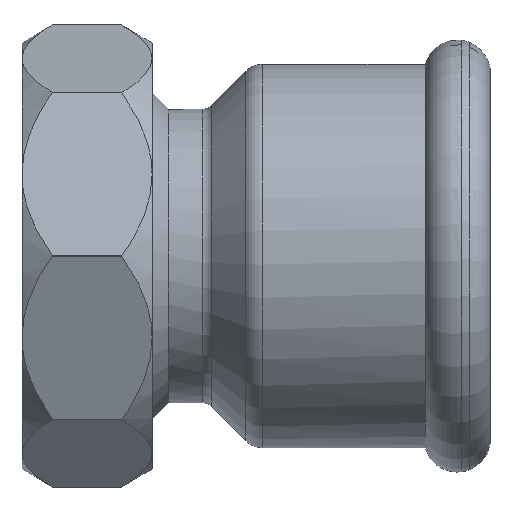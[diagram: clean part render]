
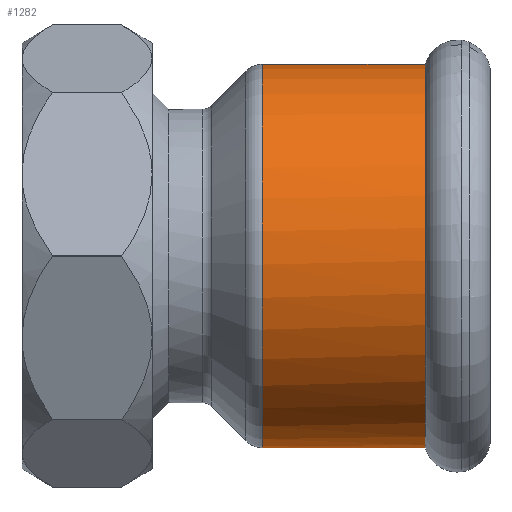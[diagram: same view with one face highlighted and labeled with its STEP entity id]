
A CAD part, front view. The second image highlights one B-rep face of the part: STEP entity #1282.
In plain terms, the highlighted cylindrical face has radius 28.75 mm (diameter 57.5 mm), a full revolution.
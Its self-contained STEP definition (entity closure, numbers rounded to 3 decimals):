
#130=LINE('',#2415,#168);
#168=VECTOR('',#1942,28.75);
#188=CYLINDRICAL_SURFACE('',#1502,28.75);
#258=FACE_OUTER_BOUND('',#335,.T.);
#335=EDGE_LOOP('',(#1188,#1189,#1190,#1191,#1192,#1193,#1194,#1195));
#343=CIRCLE('',#1312,28.75);
#344=CIRCLE('',#1313,28.75);
#348=CIRCLE('',#1317,28.75);
#462=CIRCLE('',#1498,28.75);
#463=CIRCLE('',#1499,28.75);
#464=CIRCLE('',#1500,28.75);
#472=VERTEX_POINT('',#1961);
#473=VERTEX_POINT('',#1962);
#474=VERTEX_POINT('',#1964);
#599=VERTEX_POINT('',#2407);
#600=VERTEX_POINT('',#2408);
#601=VERTEX_POINT('',#2410);
#608=EDGE_CURVE('',#472,#473,#343,.T.);
#609=EDGE_CURVE('',#473,#474,#344,.T.);
#613=EDGE_CURVE('',#474,#472,#348,.T.);
#796=EDGE_CURVE('',#599,#600,#462,.T.);
#797=EDGE_CURVE('',#601,#599,#463,.T.);
#798=EDGE_CURVE('',#600,#601,#464,.T.);
#800=EDGE_CURVE('',#473,#601,#130,.T.);
#1188=ORIENTED_EDGE('',*,*,#608,.F.);
#1189=ORIENTED_EDGE('',*,*,#613,.F.);
#1190=ORIENTED_EDGE('',*,*,#609,.F.);
#1191=ORIENTED_EDGE('',*,*,#800,.T.);
#1192=ORIENTED_EDGE('',*,*,#797,.T.);
#1193=ORIENTED_EDGE('',*,*,#796,.T.);
#1194=ORIENTED_EDGE('',*,*,#798,.T.);
#1195=ORIENTED_EDGE('',*,*,#800,.F.);
#1282=ADVANCED_FACE('',(#258),#188,.T.);
#1312=AXIS2_PLACEMENT_3D('',#1963,#1523,#1524);
#1313=AXIS2_PLACEMENT_3D('',#1965,#1525,#1526);
#1317=AXIS2_PLACEMENT_3D('',#1971,#1533,#1534);
#1498=AXIS2_PLACEMENT_3D('',#2409,#1932,#1933);
#1499=AXIS2_PLACEMENT_3D('',#2411,#1934,#1935);
#1500=AXIS2_PLACEMENT_3D('',#2412,#1936,#1937);
#1502=AXIS2_PLACEMENT_3D('',#2414,#1940,#1941);
#1523=DIRECTION('center_axis',(1.,0.,0.));
#1524=DIRECTION('ref_axis',(0.,0.384,-0.923));
#1525=DIRECTION('center_axis',(1.,0.,0.));
#1526=DIRECTION('ref_axis',(0.,0.384,-0.923));
#1533=DIRECTION('center_axis',(1.,0.,0.));
#1534=DIRECTION('ref_axis',(0.,0.384,-0.923));
#1932=DIRECTION('center_axis',(1.,0.,0.));
#1933=DIRECTION('ref_axis',(0.,0.384,-0.923));
#1934=DIRECTION('center_axis',(1.,0.,0.));
#1935=DIRECTION('ref_axis',(0.,0.384,-0.923));
#1936=DIRECTION('center_axis',(1.,0.,0.));
#1937=DIRECTION('ref_axis',(0.,0.384,-0.923));
#1940=DIRECTION('center_axis',(1.,0.,0.));
#1941=DIRECTION('ref_axis',(0.,0.384,-0.923));
#1942=DIRECTION('',(-1.,0.,0.));
#1961=CARTESIAN_POINT('',(60.435,11.029,-26.55));
#1962=CARTESIAN_POINT('',(60.435,-11.029,26.55));
#1963=CARTESIAN_POINT('Origin',(60.435,0.,
0.));
#1964=CARTESIAN_POINT('',(60.435,0.,-28.75));
#1965=CARTESIAN_POINT('Origin',(60.435,0.,
0.));
#1971=CARTESIAN_POINT('Origin',(60.435,0.,
0.));
#2407=CARTESIAN_POINT('',(36.028,11.029,-26.55));
#2408=CARTESIAN_POINT('',(36.028,26.55,11.029));
#2409=CARTESIAN_POINT('Origin',(36.028,0.,0.));
#2410=CARTESIAN_POINT('',(36.028,-11.029,26.55));
#2411=CARTESIAN_POINT('Origin',(36.028,0.,0.));
#2412=CARTESIAN_POINT('Origin',(36.028,0.,0.));
#2414=CARTESIAN_POINT('Origin',(48.232,0.,
0.));
#2415=CARTESIAN_POINT('',(48.232,-11.029,26.55));
